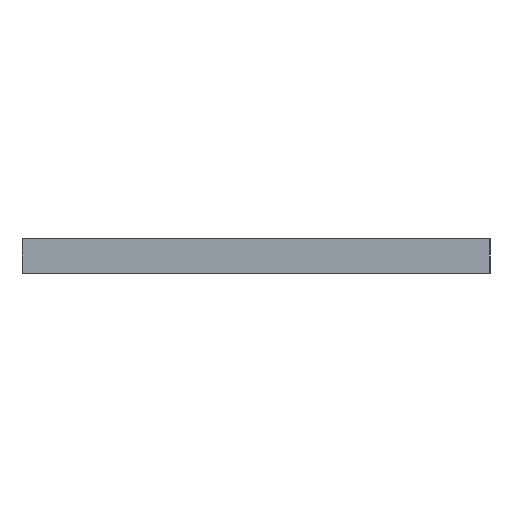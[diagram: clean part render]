
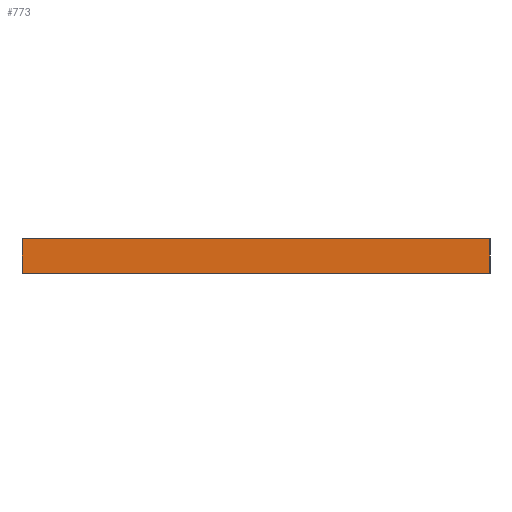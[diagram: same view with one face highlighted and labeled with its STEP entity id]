
A CAD part, left-side view. The second image highlights one B-rep face of the part: STEP entity #773.
In plain terms, the highlighted planar face has unit normal (-1, 0, 0).
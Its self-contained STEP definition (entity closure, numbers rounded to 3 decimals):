
#47=PLANE('',#845);
#85=FACE_OUTER_BOUND('',#123,.T.);
#123=EDGE_LOOP('',(#637,#638,#639,#640));
#209=LINE('',#1265,#285);
#210=LINE('',#1267,#286);
#211=LINE('',#1269,#287);
#212=LINE('',#1270,#288);
#285=VECTOR('',#1047,55.);
#286=VECTOR('',#1048,4.);
#287=VECTOR('',#1049,55.);
#288=VECTOR('',#1050,4.);
#393=VERTEX_POINT('',#1263);
#394=VERTEX_POINT('',#1264);
#395=VERTEX_POINT('',#1266);
#396=VERTEX_POINT('',#1268);
#497=EDGE_CURVE('',#393,#394,#209,.T.);
#498=EDGE_CURVE('',#393,#395,#210,.T.);
#499=EDGE_CURVE('',#396,#395,#211,.T.);
#500=EDGE_CURVE('',#394,#396,#212,.T.);
#637=ORIENTED_EDGE('',*,*,#497,.F.);
#638=ORIENTED_EDGE('',*,*,#498,.T.);
#639=ORIENTED_EDGE('',*,*,#499,.F.);
#640=ORIENTED_EDGE('',*,*,#500,.F.);
#773=ADVANCED_FACE('',(#85),#47,.T.);
#845=AXIS2_PLACEMENT_3D('',#1262,#1045,#1046);
#1045=DIRECTION('center_axis',(-1.,0.,0.));
#1046=DIRECTION('ref_axis',(0.,-1.,0.));
#1047=DIRECTION('',(0.,1.,0.));
#1048=DIRECTION('',(0.,0.,1.));
#1049=DIRECTION('',(0.,-1.,0.));
#1050=DIRECTION('',(0.,0.,1.));
#1262=CARTESIAN_POINT('Origin',(-56.5,27.5,0.));
#1263=CARTESIAN_POINT('',(-56.5,-27.5,0.));
#1264=CARTESIAN_POINT('',(-56.5,27.5,0.));
#1265=CARTESIAN_POINT('',(-56.5,-27.5,0.));
#1266=CARTESIAN_POINT('',(-56.5,-27.5,4.));
#1267=CARTESIAN_POINT('',(-56.5,-27.5,0.));
#1268=CARTESIAN_POINT('',(-56.5,27.5,4.));
#1269=CARTESIAN_POINT('',(-56.5,-27.5,4.));
#1270=CARTESIAN_POINT('',(-56.5,27.5,0.));
